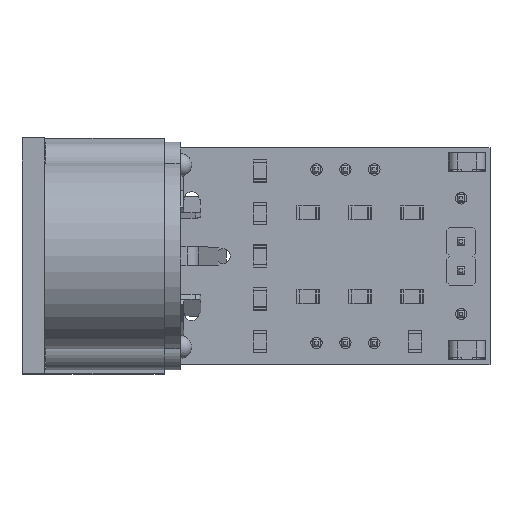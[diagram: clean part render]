
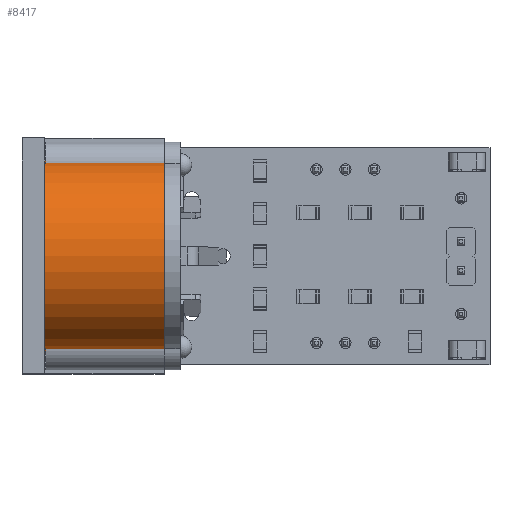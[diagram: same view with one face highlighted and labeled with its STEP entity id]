
A CAD part, top view. The second image highlights one B-rep face of the part: STEP entity #8417.
In plain terms, the highlighted cylindrical face has radius 8.4 mm (diameter 16.8 mm), a partial arc.
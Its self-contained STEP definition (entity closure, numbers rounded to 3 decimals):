
#8417 = ADVANCED_FACE('',(#8418),#8433,.T.);
#8418 = FACE_BOUND('',#8419,.T.);
#8419 = EDGE_LOOP('',(#8420,#8456,#8484,#8513));
#8420 = ORIENTED_EDGE('',*,*,#8421,.F.);
#8421 = EDGE_CURVE('',#8422,#8424,#8426,.T.);
#8422 = VERTEX_POINT('',#8423);
#8423 = CARTESIAN_POINT('',(-8.4,10.,-12.5));
#8424 = VERTEX_POINT('',#8425);
#8425 = CARTESIAN_POINT('',(8.4,10.,-12.5));
#8426 = SURFACE_CURVE('',#8427,(#8432,#8444),.PCURVE_S1.);
#8427 = CIRCLE('',#8428,8.4);
#8428 = AXIS2_PLACEMENT_3D('',#8429,#8430,#8431);
#8429 = CARTESIAN_POINT('',(0.,10.,-12.5));
#8430 = DIRECTION('',(0.,0.,-1.));
#8431 = DIRECTION('',(-1.,0.,0.));
#8432 = PCURVE('',#8433,#8438);
#8433 = CYLINDRICAL_SURFACE('',#8434,8.4);
#8434 = AXIS2_PLACEMENT_3D('',#8435,#8436,#8437);
#8435 = CARTESIAN_POINT('',(0.,10.,-12.5));
#8436 = DIRECTION('',(0.,0.,1.));
#8437 = DIRECTION('',(1.,0.,0.));
#8438 = DEFINITIONAL_REPRESENTATION('',(#8439),#8443);
#8439 = LINE('',#8440,#8441);
#8440 = CARTESIAN_POINT('',(3.142,0.));
#8441 = VECTOR('',#8442,1.);
#8442 = DIRECTION('',(-1.,0.));
#8443 = ( GEOMETRIC_REPRESENTATION_CONTEXT(2) 
PARAMETRIC_REPRESENTATION_CONTEXT() REPRESENTATION_CONTEXT('2D SPACE',''
  ) );
#8444 = PCURVE('',#8445,#8450);
#8445 = PLANE('',#8446);
#8446 = AXIS2_PLACEMENT_3D('',#8447,#8448,#8449);
#8447 = CARTESIAN_POINT('',(0.,10.,-12.5));
#8448 = DIRECTION('',(0.,0.,-1.));
#8449 = DIRECTION('',(-1.,0.,0.));
#8450 = DEFINITIONAL_REPRESENTATION('',(#8451),#8455);
#8451 = CIRCLE('',#8452,8.4);
#8452 = AXIS2_PLACEMENT_2D('',#8453,#8454);
#8453 = CARTESIAN_POINT('',(0.,0.));
#8454 = DIRECTION('',(1.,0.));
#8455 = ( GEOMETRIC_REPRESENTATION_CONTEXT(2) 
PARAMETRIC_REPRESENTATION_CONTEXT() REPRESENTATION_CONTEXT('2D SPACE',''
  ) );
#8456 = ORIENTED_EDGE('',*,*,#8457,.T.);
#8457 = EDGE_CURVE('',#8422,#8458,#8460,.T.);
#8458 = VERTEX_POINT('',#8459);
#8459 = CARTESIAN_POINT('',(-8.4,10.,-2.));
#8460 = SURFACE_CURVE('',#8461,(#8465,#8472),.PCURVE_S1.);
#8461 = LINE('',#8462,#8463);
#8462 = CARTESIAN_POINT('',(-8.4,10.,-12.5));
#8463 = VECTOR('',#8464,1.);
#8464 = DIRECTION('',(0.,0.,1.));
#8465 = PCURVE('',#8433,#8466);
#8466 = DEFINITIONAL_REPRESENTATION('',(#8467),#8471);
#8467 = LINE('',#8468,#8469);
#8468 = CARTESIAN_POINT('',(3.142,0.));
#8469 = VECTOR('',#8470,1.);
#8470 = DIRECTION('',(0.,1.));
#8471 = ( GEOMETRIC_REPRESENTATION_CONTEXT(2) 
PARAMETRIC_REPRESENTATION_CONTEXT() REPRESENTATION_CONTEXT('2D SPACE',''
  ) );
#8472 = PCURVE('',#8473,#8478);
#8473 = CYLINDRICAL_SURFACE('',#8474,8.4);
#8474 = AXIS2_PLACEMENT_3D('',#8475,#8476,#8477);
#8475 = CARTESIAN_POINT('',(0.,10.,-12.5));
#8476 = DIRECTION('',(0.,0.,1.));
#8477 = DIRECTION('',(1.,0.,0.));
#8478 = DEFINITIONAL_REPRESENTATION('',(#8479),#8483);
#8479 = LINE('',#8480,#8481);
#8480 = CARTESIAN_POINT('',(3.142,0.));
#8481 = VECTOR('',#8482,1.);
#8482 = DIRECTION('',(0.,1.));
#8483 = ( GEOMETRIC_REPRESENTATION_CONTEXT(2) 
PARAMETRIC_REPRESENTATION_CONTEXT() REPRESENTATION_CONTEXT('2D SPACE',''
  ) );
#8484 = ORIENTED_EDGE('',*,*,#8485,.T.);
#8485 = EDGE_CURVE('',#8458,#8486,#8488,.T.);
#8486 = VERTEX_POINT('',#8487);
#8487 = CARTESIAN_POINT('',(8.4,10.,-2.));
#8488 = SURFACE_CURVE('',#8489,(#8494,#8501),.PCURVE_S1.);
#8489 = CIRCLE('',#8490,8.4);
#8490 = AXIS2_PLACEMENT_3D('',#8491,#8492,#8493);
#8491 = CARTESIAN_POINT('',(0.,10.,-2.));
#8492 = DIRECTION('',(0.,0.,-1.));
#8493 = DIRECTION('',(-1.,0.,0.));
#8494 = PCURVE('',#8433,#8495);
#8495 = DEFINITIONAL_REPRESENTATION('',(#8496),#8500);
#8496 = LINE('',#8497,#8498);
#8497 = CARTESIAN_POINT('',(3.142,10.5));
#8498 = VECTOR('',#8499,1.);
#8499 = DIRECTION('',(-1.,0.));
#8500 = ( GEOMETRIC_REPRESENTATION_CONTEXT(2) 
PARAMETRIC_REPRESENTATION_CONTEXT() REPRESENTATION_CONTEXT('2D SPACE',''
  ) );
#8501 = PCURVE('',#8502,#8507);
#8502 = PLANE('',#8503);
#8503 = AXIS2_PLACEMENT_3D('',#8504,#8505,#8506);
#8504 = CARTESIAN_POINT('',(0.,10.,-2.));
#8505 = DIRECTION('',(0.,0.,-1.));
#8506 = DIRECTION('',(-1.,0.,0.));
#8507 = DEFINITIONAL_REPRESENTATION('',(#8508),#8512);
#8508 = CIRCLE('',#8509,8.4);
#8509 = AXIS2_PLACEMENT_2D('',#8510,#8511);
#8510 = CARTESIAN_POINT('',(0.,0.));
#8511 = DIRECTION('',(1.,0.));
#8512 = ( GEOMETRIC_REPRESENTATION_CONTEXT(2) 
PARAMETRIC_REPRESENTATION_CONTEXT() REPRESENTATION_CONTEXT('2D SPACE',''
  ) );
#8513 = ORIENTED_EDGE('',*,*,#8514,.F.);
#8514 = EDGE_CURVE('',#8424,#8486,#8515,.T.);
#8515 = SURFACE_CURVE('',#8516,(#8520,#8527),.PCURVE_S1.);
#8516 = LINE('',#8517,#8518);
#8517 = CARTESIAN_POINT('',(8.4,10.,-12.5));
#8518 = VECTOR('',#8519,1.);
#8519 = DIRECTION('',(0.,0.,1.));
#8520 = PCURVE('',#8433,#8521);
#8521 = DEFINITIONAL_REPRESENTATION('',(#8522),#8526);
#8522 = LINE('',#8523,#8524);
#8523 = CARTESIAN_POINT('',(0.,0.));
#8524 = VECTOR('',#8525,1.);
#8525 = DIRECTION('',(0.,1.));
#8526 = ( GEOMETRIC_REPRESENTATION_CONTEXT(2) 
PARAMETRIC_REPRESENTATION_CONTEXT() REPRESENTATION_CONTEXT('2D SPACE',''
  ) );
#8527 = PCURVE('',#8528,#8533);
#8528 = CYLINDRICAL_SURFACE('',#8529,8.4);
#8529 = AXIS2_PLACEMENT_3D('',#8530,#8531,#8532);
#8530 = CARTESIAN_POINT('',(0.,10.,-12.5));
#8531 = DIRECTION('',(0.,0.,1.));
#8532 = DIRECTION('',(1.,0.,0.));
#8533 = DEFINITIONAL_REPRESENTATION('',(#8534),#8538);
#8534 = LINE('',#8535,#8536);
#8535 = CARTESIAN_POINT('',(6.283,0.));
#8536 = VECTOR('',#8537,1.);
#8537 = DIRECTION('',(0.,1.));
#8538 = ( GEOMETRIC_REPRESENTATION_CONTEXT(2) 
PARAMETRIC_REPRESENTATION_CONTEXT() REPRESENTATION_CONTEXT('2D SPACE',''
  ) );
